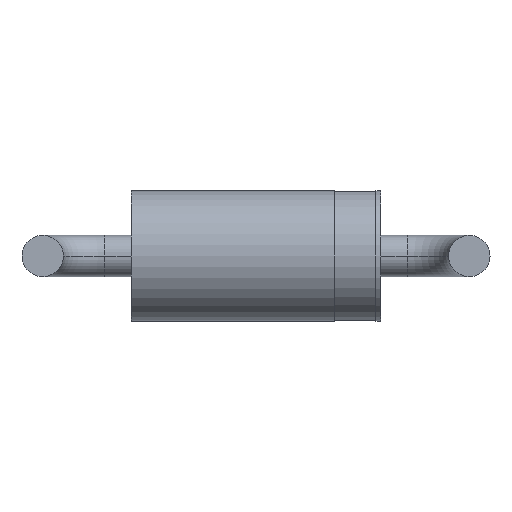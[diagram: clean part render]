
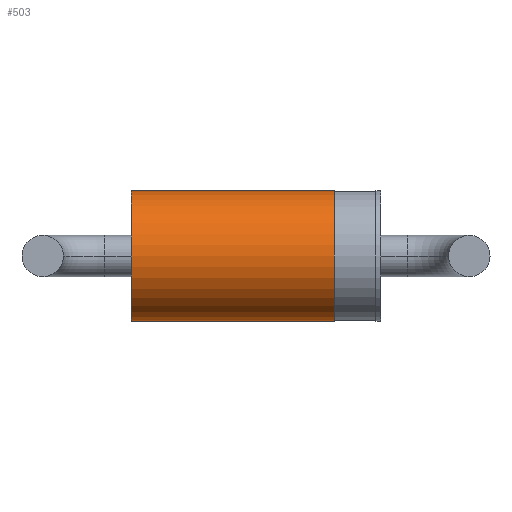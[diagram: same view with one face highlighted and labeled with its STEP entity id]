
A CAD part, front view. The second image highlights one B-rep face of the part: STEP entity #503.
In plain terms, the highlighted cylindrical face has radius 1.355 mm (diameter 2.71 mm), a partial arc.
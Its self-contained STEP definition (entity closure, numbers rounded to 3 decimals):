
#323 = EDGE_CURVE ( 'NONE', #1828, #3664, #2195, .T. ) ;
#503 = ADVANCED_FACE ( 'NONE', ( #3232 ), #3301, .T. ) ;
#509 = DIRECTION ( 'NONE',  ( -1., 0., 0. ) ) ;
#538 = VECTOR ( 'NONE', #509, 1000. ) ;
#550 = DIRECTION ( 'NONE',  ( 1., 0., 0. ) ) ;
#1005 = EDGE_CURVE ( 'NONE', #1828, #2688, #4240, .T. ) ;
#1051 = CARTESIAN_POINT ( 'NONE',  ( 1.845, 2.355, 1.355 ) ) ;
#1264 = ORIENTED_EDGE ( 'NONE', *, *, #1850, .T. ) ;
#1530 = CARTESIAN_POINT ( 'NONE',  ( 6.078, 2.355, 1.355 ) ) ;
#1555 = AXIS2_PLACEMENT_3D ( 'NONE', #3436, #2077, #2011 ) ;
#1707 = LINE ( 'NONE', #2984, #4278 ) ;
#1776 = DIRECTION ( 'NONE',  ( -1., 0., 0. ) ) ;
#1784 = CARTESIAN_POINT ( 'NONE',  ( 1.845, 2.355, -1.355 ) ) ;
#1828 = VERTEX_POINT ( 'NONE', #3965 ) ;
#1850 = EDGE_CURVE ( 'NONE', #1918, #2688, #3766, .T. ) ;
#1918 = VERTEX_POINT ( 'NONE', #1051 ) ;
#2011 = DIRECTION ( 'NONE',  ( 0., 0., 1. ) ) ;
#2012 = CARTESIAN_POINT ( 'NONE',  ( 1.845, 2.355, 0. ) ) ;
#2077 = DIRECTION ( 'NONE',  ( -1., 0., 0. ) ) ;
#2195 = CIRCLE ( 'NONE', #4417, 1.355 ) ;
#2243 = CARTESIAN_POINT ( 'NONE',  ( 7.045, 2.355, -1.355 ) ) ;
#2349 = AXIS2_PLACEMENT_3D ( 'NONE', #2012, #550, #2628 ) ;
#2628 = DIRECTION ( 'NONE',  ( 0., 0., -1. ) ) ;
#2635 = DIRECTION ( 'NONE',  ( -1., 0., 0. ) ) ;
#2688 = VERTEX_POINT ( 'NONE', #1784 ) ;
#2801 = CARTESIAN_POINT ( 'NONE',  ( 6.078, 2.355, 0. ) ) ;
#2975 = EDGE_CURVE ( 'NONE', #3664, #1918, #1707, .T. ) ;
#2984 = CARTESIAN_POINT ( 'NONE',  ( 7.045, 2.355, 1.355 ) ) ;
#3132 = DIRECTION ( 'NONE',  ( 0., 0., 1. ) ) ;
#3171 = ORIENTED_EDGE ( 'NONE', *, *, #323, .T. ) ;
#3202 = EDGE_LOOP ( 'NONE', ( #4393, #3171, #4222, #1264 ) ) ;
#3232 = FACE_OUTER_BOUND ( 'NONE', #3202, .T. ) ;
#3301 = CYLINDRICAL_SURFACE ( 'NONE', #1555, 1.355 ) ;
#3436 = CARTESIAN_POINT ( 'NONE',  ( 7.045, 2.355, 0. ) ) ;
#3664 = VERTEX_POINT ( 'NONE', #1530 ) ;
#3766 = CIRCLE ( 'NONE', #2349, 1.355 ) ;
#3965 = CARTESIAN_POINT ( 'NONE',  ( 6.078, 2.355, -1.355 ) ) ;
#4222 = ORIENTED_EDGE ( 'NONE', *, *, #2975, .T. ) ;
#4240 = LINE ( 'NONE', #2243, #538 ) ;
#4278 = VECTOR ( 'NONE', #2635, 1000. ) ;
#4393 = ORIENTED_EDGE ( 'NONE', *, *, #1005, .F. ) ;
#4417 = AXIS2_PLACEMENT_3D ( 'NONE', #2801, #1776, #3132 ) ;
